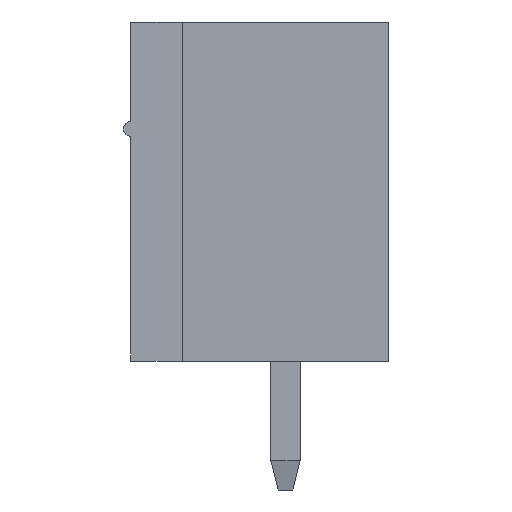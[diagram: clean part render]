
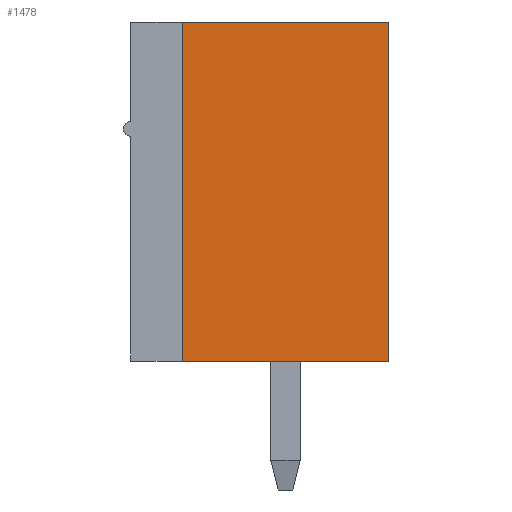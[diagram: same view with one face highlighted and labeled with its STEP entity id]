
A CAD part, left-side view. The second image highlights one B-rep face of the part: STEP entity #1478.
In plain terms, the highlighted planar face has unit normal (-1, 0, 0).
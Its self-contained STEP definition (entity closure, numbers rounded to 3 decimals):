
#1478 = ADVANCED_FACE( '', ( #3061 ), #3062, .F. );
#3061 = FACE_OUTER_BOUND( '', #4783, .T. );
#3062 = PLANE( '', #4784 );
#4783 = EDGE_LOOP( '', ( #8813, #8814, #8815, #8816 ) );
#4784 = AXIS2_PLACEMENT_3D( '', #8817, #8818, #8819 );
#8813 = ORIENTED_EDGE( '', *, *, #12234, .F. );
#8814 = ORIENTED_EDGE( '', *, *, #10781, .T. );
#8815 = ORIENTED_EDGE( '', *, *, #12081, .F. );
#8816 = ORIENTED_EDGE( '', *, *, #10913, .F. );
#8817 = CARTESIAN_POINT( '', ( -26.15, 0., 0. ) );
#8818 = DIRECTION( '', ( 1., 0., 0. ) );
#8819 = DIRECTION( '', ( 0., 0., -1. ) );
#10781 = EDGE_CURVE( '', #13032, #13033, #13034, .T. );
#10913 = EDGE_CURVE( '', #13265, #13267, #13268, .T. );
#12081 = EDGE_CURVE( '', #13267, #13033, #15053, .T. );
#12234 = EDGE_CURVE( '', #13032, #13265, #15257, .T. );
#13032 = VERTEX_POINT( '', #16292 );
#13033 = VERTEX_POINT( '', #16293 );
#13034 = LINE( '', #16294, #16295 );
#13265 = VERTEX_POINT( '', #16634 );
#13267 = VERTEX_POINT( '', #16637 );
#13268 = LINE( '', #16638, #16639 );
#15053 = LINE( '', #19520, #19521 );
#15257 = LINE( '', #19829, #19830 );
#16292 = CARTESIAN_POINT( '', ( -26.15, 2., 4.6 ) );
#16293 = CARTESIAN_POINT( '', ( -26.15, 2., -4.6 ) );
#16294 = CARTESIAN_POINT( '', ( -26.15, 2., 0. ) );
#16295 = VECTOR( '', #20553, 1000. );
#16634 = CARTESIAN_POINT( '', ( -26.15, -3.6, 4.6 ) );
#16637 = CARTESIAN_POINT( '', ( -26.15, -3.6, -4.6 ) );
#16638 = CARTESIAN_POINT( '', ( -26.15, -3.6, 4.6 ) );
#16639 = VECTOR( '', #20675, 1000. );
#19520 = CARTESIAN_POINT( '', ( -26.15, -3.6, -4.6 ) );
#19521 = VECTOR( '', #21670, 1000. );
#19829 = CARTESIAN_POINT( '', ( -26.15, 3.6, 4.6 ) );
#19830 = VECTOR( '', #21790, 1000. );
#20553 = DIRECTION( '', ( 0., 0., -1. ) );
#20675 = DIRECTION( '', ( 0., 0., -1. ) );
#21670 = DIRECTION( '', ( 0., 1., 0. ) );
#21790 = DIRECTION( '', ( 0., -1., 0. ) );
